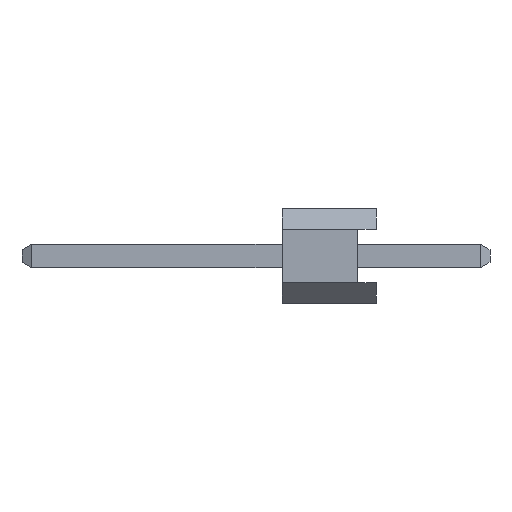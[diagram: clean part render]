
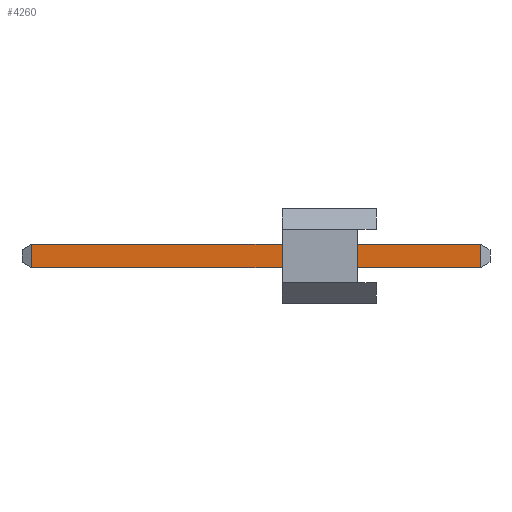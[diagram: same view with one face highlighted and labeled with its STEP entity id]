
A CAD part, left-side view. The second image highlights one B-rep face of the part: STEP entity #4260.
In plain terms, the highlighted planar face has unit normal (-1, 0, 0).
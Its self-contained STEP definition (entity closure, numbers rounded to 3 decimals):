
#4017=DIRECTION('',(0.,0.,-1.));
#4018=VECTOR('',#4017,0.635);
#4019=CARTESIAN_POINT('',(-0.318,-0.264,0.318));
#4020=LINE('',#4019,#4018);
#4045=DIRECTION('',(0.,-1.,0.));
#4046=VECTOR('',#4045,12.072);
#4047=CARTESIAN_POINT('',(-0.318,-0.264,-0.318));
#4048=LINE('',#4047,#4046);
#4049=DIRECTION('',(0.,-1.,0.));
#4050=VECTOR('',#4049,12.072);
#4051=CARTESIAN_POINT('',(-0.318,-0.264,0.318));
#4052=LINE('',#4051,#4050);
#4061=DIRECTION('',(0.,0.,-1.));
#4062=VECTOR('',#4061,0.635);
#4063=CARTESIAN_POINT('',(-0.318,-12.336,0.318));
#4064=LINE('',#4063,#4062);
#4105=CARTESIAN_POINT('',(-0.318,-0.264,-0.318));
#4107=VERTEX_POINT('',#4105);
#4115=CARTESIAN_POINT('',(-0.318,-0.264,0.318));
#4116=VERTEX_POINT('',#4115);
#4122=CARTESIAN_POINT('',(-0.318,-12.336,0.318));
#4124=VERTEX_POINT('',#4122);
#4131=CARTESIAN_POINT('',(-0.318,-12.336,-0.318));
#4132=VERTEX_POINT('',#4131);
#4248=CARTESIAN_POINT('',(-0.318,0.,0.318));
#4249=DIRECTION('',(-1.,0.,0.));
#4250=DIRECTION('',(0.,0.,-1.));
#4251=AXIS2_PLACEMENT_3D('',#4248,#4249,#4250);
#4252=PLANE('',#4251);
#4253=ORIENTED_EDGE('',*,*,#4186,.F.);
#4254=ORIENTED_EDGE('',*,*,#4215,.T.);
#4256=ORIENTED_EDGE('',*,*,#4255,.T.);
#4257=ORIENTED_EDGE('',*,*,#4240,.F.);
#4258=EDGE_LOOP('',(#4253,#4254,#4256,#4257));
#4259=FACE_OUTER_BOUND('',#4258,.F.);
#4260=ADVANCED_FACE('',(#4259),#4252,.T.);
#4186=EDGE_CURVE('',#4116,#4107,#4020,.T.);
#4215=EDGE_CURVE('',#4116,#4124,#4052,.T.);
#4240=EDGE_CURVE('',#4107,#4132,#4048,.T.);
#4255=EDGE_CURVE('',#4124,#4132,#4064,.T.);
